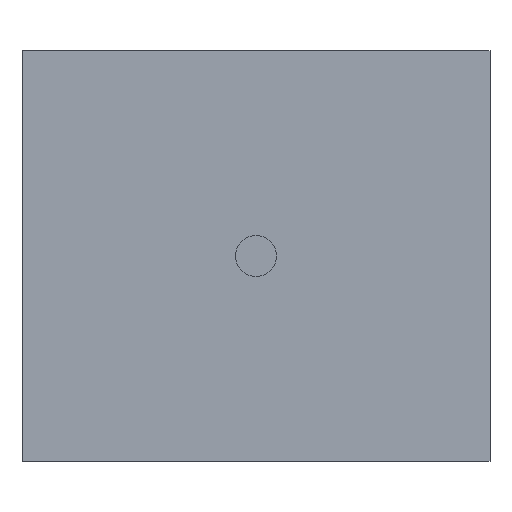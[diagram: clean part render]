
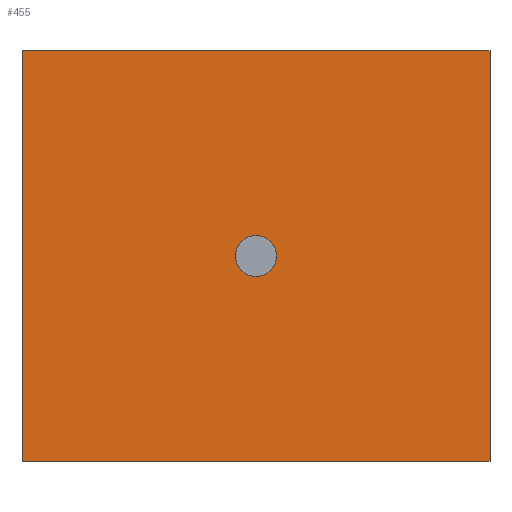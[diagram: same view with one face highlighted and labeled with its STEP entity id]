
A CAD part, front view. The second image highlights one B-rep face of the part: STEP entity #455.
In plain terms, the highlighted planar face has unit normal (0, -1, 0).
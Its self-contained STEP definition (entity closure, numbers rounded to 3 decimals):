
#7 = DIRECTION ( 'NONE',  ( 1., 0., 0. ) ) ;
#64 = VERTEX_POINT ( 'NONE', #646 ) ;
#77 = EDGE_CURVE ( 'NONE', #374, #64, #704, .T. ) ;
#80 = VERTEX_POINT ( 'NONE', #754 ) ;
#98 = FACE_OUTER_BOUND ( 'NONE', #673, .T. ) ;
#116 = DIRECTION ( 'NONE',  ( 0., 0., -1. ) ) ;
#144 = CARTESIAN_POINT ( 'NONE',  ( 0., 0., 0. ) ) ;
#153 = CARTESIAN_POINT ( 'NONE',  ( 0., 0., 200. ) ) ;
#168 = VECTOR ( 'NONE', #116, 1000. ) ;
#226 = EDGE_CURVE ( 'NONE', #696, #732, #595, .T. ) ;
#243 = DIRECTION ( 'NONE',  ( 0., -1., 0. ) ) ;
#250 = ORIENTED_EDGE ( 'NONE', *, *, #261, .F. ) ;
#261 = EDGE_CURVE ( 'NONE', #732, #696, #764, .T. ) ;
#266 = LINE ( 'NONE', #328, #368 ) ;
#291 = VECTOR ( 'NONE', #326, 1000. ) ;
#311 = CARTESIAN_POINT ( 'NONE',  ( 114., 0., 90. ) ) ;
#312 = AXIS2_PLACEMENT_3D ( 'NONE', #414, #671, #791 ) ;
#326 = DIRECTION ( 'NONE',  ( 1., 0., 0. ) ) ;
#328 = CARTESIAN_POINT ( 'NONE',  ( 228., 0., 200. ) ) ;
#344 = FACE_BOUND ( 'NONE', #419, .T. ) ;
#347 = PLANE ( 'NONE',  #602 ) ;
#351 = CARTESIAN_POINT ( 'NONE',  ( 0., 0., 0. ) ) ;
#360 = ORIENTED_EDGE ( 'NONE', *, *, #77, .T. ) ;
#361 = CARTESIAN_POINT ( 'NONE',  ( 114., 0., 100. ) ) ;
#368 = VECTOR ( 'NONE', #763, 1000. ) ;
#371 = CARTESIAN_POINT ( 'NONE',  ( 0., 0., 200. ) ) ;
#374 = VERTEX_POINT ( 'NONE', #351 ) ;
#375 = LINE ( 'NONE', #440, #168 ) ;
#414 = CARTESIAN_POINT ( 'NONE',  ( 114., 0., 100. ) ) ;
#419 = EDGE_LOOP ( 'NONE', ( #250, #559 ) ) ;
#440 = CARTESIAN_POINT ( 'NONE',  ( 0., 0., 200. ) ) ;
#455 = ADVANCED_FACE ( 'NONE', ( #98, #344 ), #347, .F. ) ;
#478 = DIRECTION ( 'NONE',  ( 0., 0., 1. ) ) ;
#486 = ORIENTED_EDGE ( 'NONE', *, *, #536, .F. ) ;
#492 = VERTEX_POINT ( 'NONE', #636 ) ;
#513 = VECTOR ( 'NONE', #7, 1000. ) ;
#519 = AXIS2_PLACEMENT_3D ( 'NONE', #361, #243, #478 ) ;
#521 = DIRECTION ( 'NONE',  ( 0., 1., 0. ) ) ;
#536 = EDGE_CURVE ( 'NONE', #492, #64, #266, .T. ) ;
#548 = LINE ( 'NONE', #371, #513 ) ;
#559 = ORIENTED_EDGE ( 'NONE', *, *, #226, .F. ) ;
#562 = CARTESIAN_POINT ( 'NONE',  ( 114., 0., 110. ) ) ;
#595 = CIRCLE ( 'NONE', #312, 10. ) ;
#599 = EDGE_CURVE ( 'NONE', #80, #374, #375, .T. ) ;
#602 = AXIS2_PLACEMENT_3D ( 'NONE', #153, #521, #702 ) ;
#603 = ORIENTED_EDGE ( 'NONE', *, *, #599, .T. ) ;
#636 = CARTESIAN_POINT ( 'NONE',  ( 228., 0., 200. ) ) ;
#646 = CARTESIAN_POINT ( 'NONE',  ( 228., 0., 0. ) ) ;
#653 = EDGE_CURVE ( 'NONE', #80, #492, #548, .T. ) ;
#670 = ORIENTED_EDGE ( 'NONE', *, *, #653, .F. ) ;
#671 = DIRECTION ( 'NONE',  ( 0., -1., 0. ) ) ;
#673 = EDGE_LOOP ( 'NONE', ( #360, #486, #670, #603 ) ) ;
#696 = VERTEX_POINT ( 'NONE', #311 ) ;
#702 = DIRECTION ( 'NONE',  ( 1., 0., 0. ) ) ;
#704 = LINE ( 'NONE', #144, #291 ) ;
#732 = VERTEX_POINT ( 'NONE', #562 ) ;
#754 = CARTESIAN_POINT ( 'NONE',  ( 0., 0., 200. ) ) ;
#763 = DIRECTION ( 'NONE',  ( 0., 0., -1. ) ) ;
#764 = CIRCLE ( 'NONE', #519, 10. ) ;
#791 = DIRECTION ( 'NONE',  ( 0., 0., 1. ) ) ;
